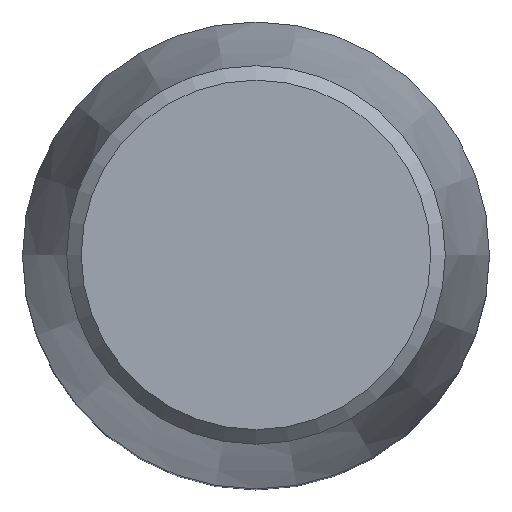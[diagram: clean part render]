
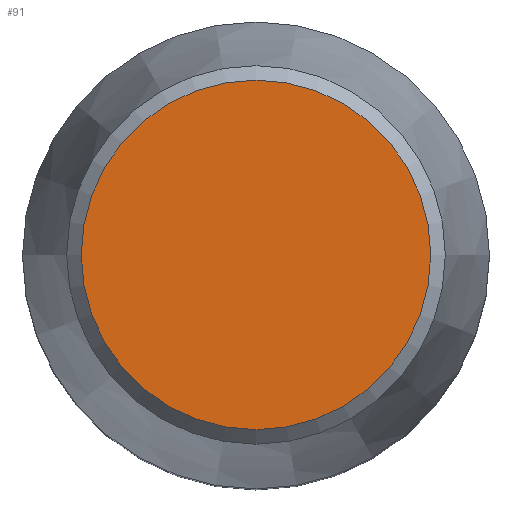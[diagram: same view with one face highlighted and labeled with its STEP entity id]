
A CAD part, top view. The second image highlights one B-rep face of the part: STEP entity #91.
In plain terms, the highlighted planar face has unit normal (0, 0, 1).
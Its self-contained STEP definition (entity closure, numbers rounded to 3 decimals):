
#51=PLANE('',#722);
#61=FACE_OUTER_BOUND('',#147,.T.);
#91=ADVANCED_FACE('',(#61),#51,.F.);
#147=EDGE_LOOP('',(#217));
#217=ORIENTED_EDGE('',*,*,#252,.T.);
#225=VERTEX_POINT('',#940);
#252=EDGE_CURVE('',#225,#225,#288,.T.);
#288=CIRCLE('',#696,3.8);
#696=AXIS2_PLACEMENT_3D('',#939,#798,#799);
#722=AXIS2_PLACEMENT_3D('',#1021,#862,#863);
#798=DIRECTION('',(0.,0.,1.));
#799=DIRECTION('',(-1.,0.,0.));
#862=DIRECTION('',(0.,0.,-1.));
#863=DIRECTION('',(-1.,0.,0.));
#939=CARTESIAN_POINT('',(0.,0.,75.2));
#940=CARTESIAN_POINT('',(-3.8,0.,75.2));
#1021=CARTESIAN_POINT('',(-10.5,0.,75.2));
